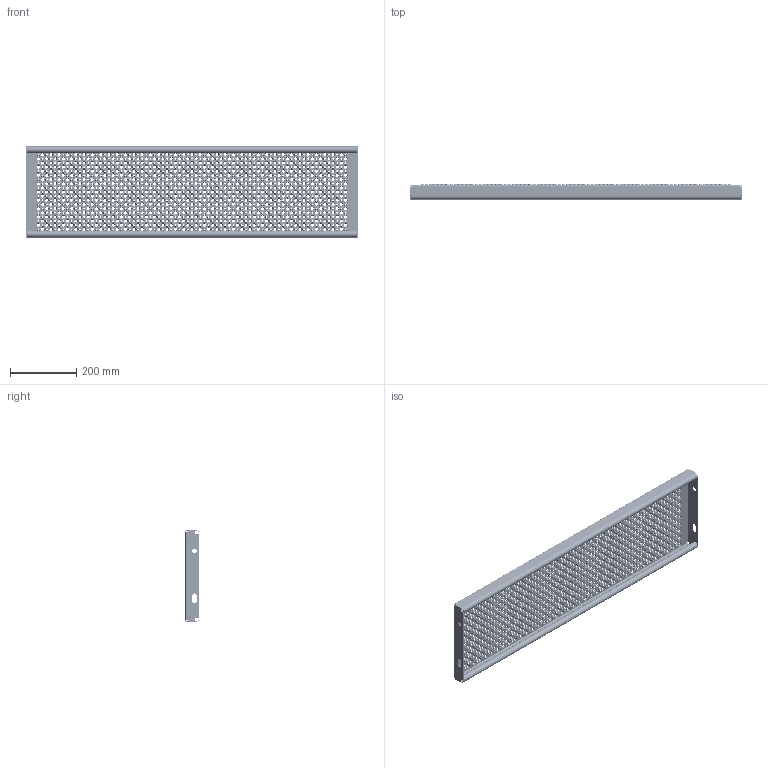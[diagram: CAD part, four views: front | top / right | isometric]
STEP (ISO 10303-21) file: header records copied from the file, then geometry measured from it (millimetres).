
FILE_DESCRIPTION (( 'STEP AP203' ), '1' );
FILE_NAME ('00000_ACHILTRIN_275x1000x45_M_OPTRÆK.STEP', '2011-08-10T12:13:54', ( 'JKJ' ), ( '' ), 'SwSTEP 2.0', 'SolidWorks 2011', '' );
FILE_SCHEMA (( 'CONFIG_CONTROL_DESIGN' ));
Products named in the file (1): 00000_ACHILTRIN_275x1000x45_M_OPTRÆK
Bounding box: 1000 x 45 x 275 mm (x, y, z)
Volume: 902392.8 mm3; surface area: 955296 mm2
Topology: 1 solids, 1 shells, 11107 faces, 25400 edges, 15870 vertices
Faces by surface type: cone 6300, cylinder 3186, plane 1613, bspline 8
Entity records: 324257 total; most frequent: DIRECTION 63374, CARTESIAN_POINT 52970, ORIENTED_EDGE 50800, AXIS2_PLACEMENT_3D 26906, EDGE_CURVE 25400, VERTEX_POINT 15870, EDGE_LOOP 15840, CIRCLE 15806
